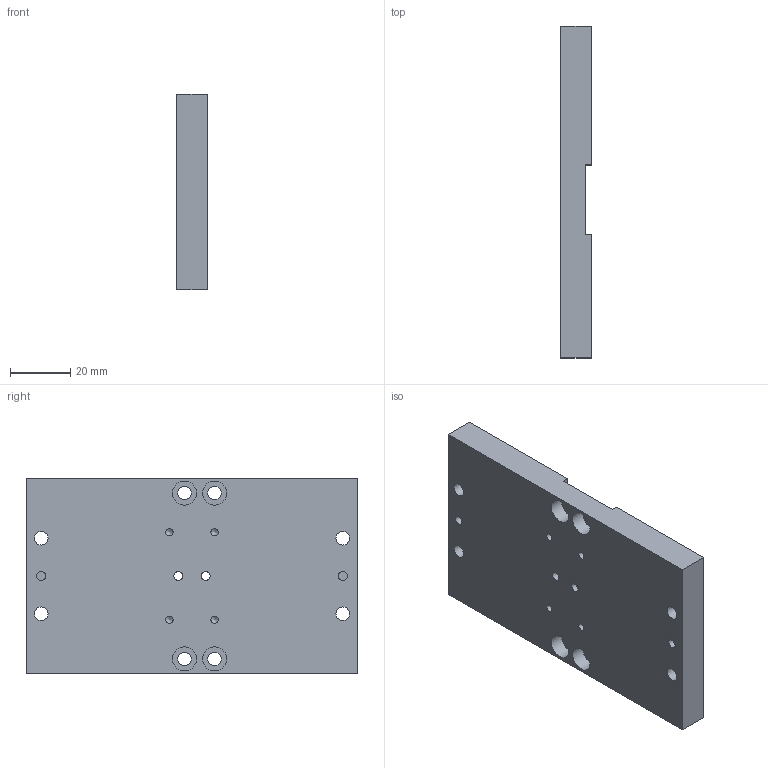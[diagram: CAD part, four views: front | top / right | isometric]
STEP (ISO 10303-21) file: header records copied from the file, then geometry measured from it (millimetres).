
FILE_DESCRIPTION(/* description */ (''),/* implementation_level */ '2;1');
FILE_NAME(/* name */ 'FAB-OX0018.stp',/* time_stamp */ '2020-02-10T12:00:09+00:00',/* author */ ('whgu0532'),/* organization */ (''),/* preprocessor_version */ 'ST-DEVELOPER v18',/* originating_system */ 'Autodesk Inventor 2020',/* authorisation */ '');
FILE_SCHEMA (('AUTOMOTIVE_DESIGN { 1 0 10303 214 3 1 1 }'));
Length unit declared in the file: millimetre
Products named in the file (1): FAB-OX0018
Bounding box: 10 x 110 x 65 mm (x, y, z)
Volume: 65755.5 mm3; surface area: 19597.9 mm2
Topology: 1 solids, 1 shells, 48 faces, 136 edges, 100 vertices
Faces by surface type: cylinder 24, plane 20, cone 4
Full cylindrical faces by diameter (mm): 2.459 x4, 3 x4, 4.5 x8, 8 x8
Entity records: 1762 total; most frequent: DIRECTION 310, CARTESIAN_POINT 281, ORIENTED_EDGE 264, EDGE_CURVE 132, AXIS2_PLACEMENT_3D 129, VERTEX_POINT 100, EDGE_LOOP 82, CIRCLE 80
